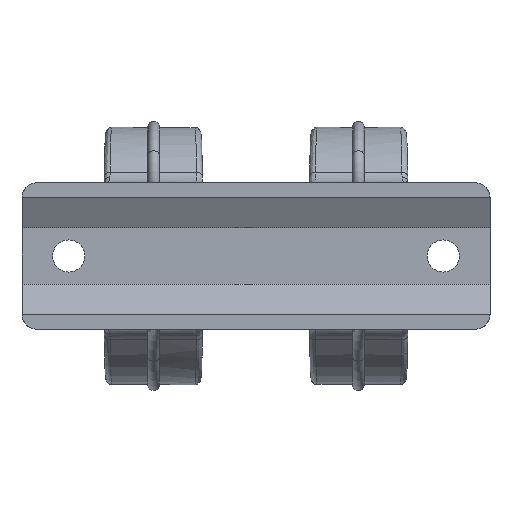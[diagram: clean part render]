
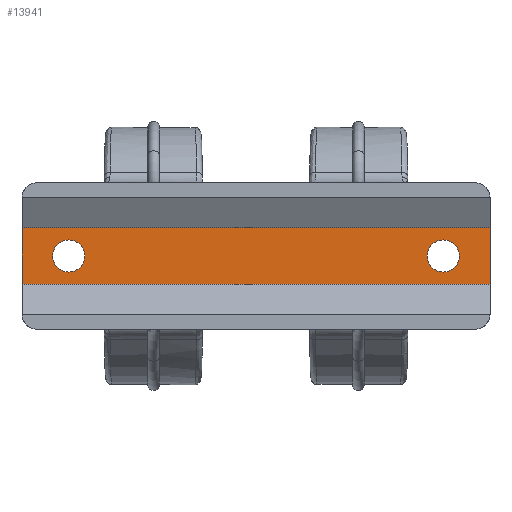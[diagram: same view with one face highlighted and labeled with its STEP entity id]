
A CAD part, front view. The second image highlights one B-rep face of the part: STEP entity #13941.
In plain terms, the highlighted planar face has unit normal (0, -1, 0).
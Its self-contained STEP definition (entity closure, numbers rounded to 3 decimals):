
#5172=DIRECTION('',(-1.,0.,0.));
#5173=VECTOR('',#5172,80.);
#5174=CARTESIAN_POINT('',(40.,3.,-4.804));
#5175=LINE('',#5174,#5173);
#5176=CARTESIAN_POINT('',(32.,3.,0.));
#5177=DIRECTION('',(0.,1.,0.));
#5178=DIRECTION('',(-1.,0.,0.));
#5179=AXIS2_PLACEMENT_3D('',#5176,#5177,#5178);
#5181=CARTESIAN_POINT('',(32.,3.,0.));
#5182=DIRECTION('',(0.,1.,0.));
#5183=DIRECTION('',(1.,0.,0.));
#5184=AXIS2_PLACEMENT_3D('',#5181,#5182,#5183);
#5186=CARTESIAN_POINT('',(-32.,3.,0.));
#5187=DIRECTION('',(0.,1.,0.));
#5188=DIRECTION('',(-1.,0.,0.));
#5189=AXIS2_PLACEMENT_3D('',#5186,#5187,#5188);
#5191=CARTESIAN_POINT('',(-32.,3.,0.));
#5192=DIRECTION('',(0.,1.,0.));
#5193=DIRECTION('',(1.,0.,0.));
#5194=AXIS2_PLACEMENT_3D('',#5191,#5192,#5193);
#5218=DIRECTION('',(0.,0.,1.));
#5219=VECTOR('',#5218,9.608);
#5220=CARTESIAN_POINT('',(40.,3.,-4.804));
#5221=LINE('',#5220,#5219);
#5331=DIRECTION('',(-1.,0.,0.));
#5332=VECTOR('',#5331,80.);
#5333=CARTESIAN_POINT('',(40.,3.,4.804));
#5334=LINE('',#5333,#5332);
#5357=DIRECTION('',(0.,0.,1.));
#5358=VECTOR('',#5357,9.608);
#5359=CARTESIAN_POINT('',(-40.,3.,-4.804));
#5360=LINE('',#5359,#5358);
#7271=CARTESIAN_POINT('',(40.,3.,-4.804));
#7272=CARTESIAN_POINT('',(40.,3.,4.804));
#7273=VERTEX_POINT('',#7271);
#7274=VERTEX_POINT('',#7272);
#7275=CARTESIAN_POINT('',(-40.,3.,-4.804));
#7276=CARTESIAN_POINT('',(-40.,3.,4.804));
#7277=VERTEX_POINT('',#7275);
#7278=VERTEX_POINT('',#7276);
#7347=CARTESIAN_POINT('',(29.25,3.,0.));
#7348=CARTESIAN_POINT('',(34.75,3.,0.));
#7349=VERTEX_POINT('',#7347);
#7350=VERTEX_POINT('',#7348);
#7351=CARTESIAN_POINT('',(-34.75,3.,0.));
#7352=CARTESIAN_POINT('',(-29.25,3.,0.));
#7353=VERTEX_POINT('',#7351);
#7354=VERTEX_POINT('',#7352);
#13916=CARTESIAN_POINT('',(-48.,3.,-4.804));
#13917=DIRECTION('',(0.,1.,0.));
#13918=DIRECTION('',(0.,0.,1.));
#13919=AXIS2_PLACEMENT_3D('',#13916,#13917,#13918);
#13920=PLANE('',#13919);
#13922=ORIENTED_EDGE('',*,*,#13921,.T.);
#13924=ORIENTED_EDGE('',*,*,#13923,.T.);
#13926=ORIENTED_EDGE('',*,*,#13925,.F.);
#13928=ORIENTED_EDGE('',*,*,#13927,.F.);
#13929=EDGE_LOOP('',(#13922,#13924,#13926,#13928));
#13930=FACE_OUTER_BOUND('',#13929,.F.);
#13932=ORIENTED_EDGE('',*,*,#13931,.F.);
#13934=ORIENTED_EDGE('',*,*,#13933,.F.);
#13935=EDGE_LOOP('',(#13932,#13934));
#13936=FACE_BOUND('',#13935,.F.);
#13937=ORIENTED_EDGE('',*,*,#13909,.F.);
#13938=ORIENTED_EDGE('',*,*,#13895,.F.);
#13939=EDGE_LOOP('',(#13937,#13938));
#13940=FACE_BOUND('',#13939,.F.);
#13941=ADVANCED_FACE('',(#13930,#13936,#13940),#13920,.F.);
#5180=CIRCLE('',#5179,2.75);
#5185=CIRCLE('',#5184,2.75);
#5190=CIRCLE('',#5189,2.75);
#5195=CIRCLE('',#5194,2.75);
#13895=EDGE_CURVE('',#7354,#7353,#5195,.T.);
#13909=EDGE_CURVE('',#7353,#7354,#5190,.T.);
#13921=EDGE_CURVE('',#7273,#7277,#5175,.T.);
#13923=EDGE_CURVE('',#7277,#7278,#5360,.T.);
#13925=EDGE_CURVE('',#7274,#7278,#5334,.T.);
#13927=EDGE_CURVE('',#7273,#7274,#5221,.T.);
#13931=EDGE_CURVE('',#7349,#7350,#5180,.T.);
#13933=EDGE_CURVE('',#7350,#7349,#5185,.T.);
